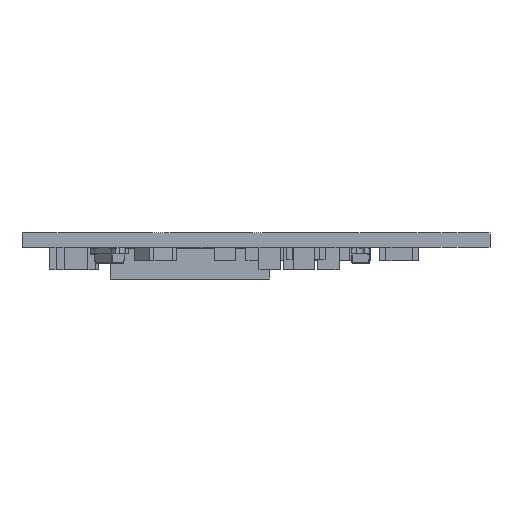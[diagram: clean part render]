
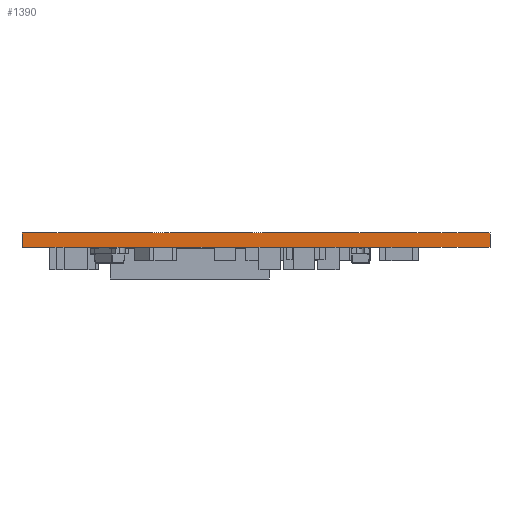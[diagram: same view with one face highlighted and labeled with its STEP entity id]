
A CAD part, front view. The second image highlights one B-rep face of the part: STEP entity #1390.
In plain terms, the highlighted planar face has unit normal (0, -1, 0).
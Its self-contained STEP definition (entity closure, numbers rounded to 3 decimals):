
#198 = EDGE_CURVE('',#199,#201,#203,.T.);
#199 = VERTEX_POINT('',#200);
#200 = CARTESIAN_POINT('',(1.612,35.687,0.));
#201 = VERTEX_POINT('',#202);
#202 = CARTESIAN_POINT('',(1.612,35.687,0.624));
#203 = LINE('',#204,#205);
#204 = CARTESIAN_POINT('',(1.612,35.687,0.));
#205 = VECTOR('',#206,1.);
#206 = DIRECTION('',(0.,0.,1.));
#1365 = VERTEX_POINT('',#1366);
#1366 = CARTESIAN_POINT('',(22.2,35.687,0.624));
#1372 = EDGE_CURVE('',#1373,#1365,#1375,.T.);
#1373 = VERTEX_POINT('',#1374);
#1374 = CARTESIAN_POINT('',(22.2,35.687,0.));
#1375 = LINE('',#1376,#1377);
#1376 = CARTESIAN_POINT('',(22.2,35.687,0.));
#1377 = VECTOR('',#1378,1.);
#1378 = DIRECTION('',(0.,0.,1.));
#1390 = ADVANCED_FACE('',(#1391),#1407,.T.);
#1391 = FACE_BOUND('',#1392,.T.);
#1392 = EDGE_LOOP('',(#1393,#1394,#1400,#1401));
#1393 = ORIENTED_EDGE('',*,*,#1372,.T.);
#1394 = ORIENTED_EDGE('',*,*,#1395,.T.);
#1395 = EDGE_CURVE('',#1365,#201,#1396,.T.);
#1396 = LINE('',#1397,#1398);
#1397 = CARTESIAN_POINT('',(22.2,35.687,0.624));
#1398 = VECTOR('',#1399,1.);
#1399 = DIRECTION('',(-1.,0.,0.));
#1400 = ORIENTED_EDGE('',*,*,#198,.F.);
#1401 = ORIENTED_EDGE('',*,*,#1402,.F.);
#1402 = EDGE_CURVE('',#1373,#199,#1403,.T.);
#1403 = LINE('',#1404,#1405);
#1404 = CARTESIAN_POINT('',(22.2,35.687,0.));
#1405 = VECTOR('',#1406,1.);
#1406 = DIRECTION('',(-1.,0.,0.));
#1407 = PLANE('',#1408);
#1408 = AXIS2_PLACEMENT_3D('',#1409,#1410,#1411);
#1409 = CARTESIAN_POINT('',(22.2,35.687,0.));
#1410 = DIRECTION('',(0.,-1.,0.));
#1411 = DIRECTION('',(-1.,0.,0.));
